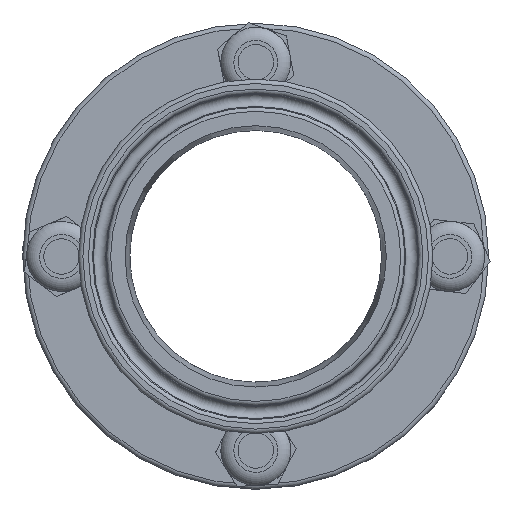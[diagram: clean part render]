
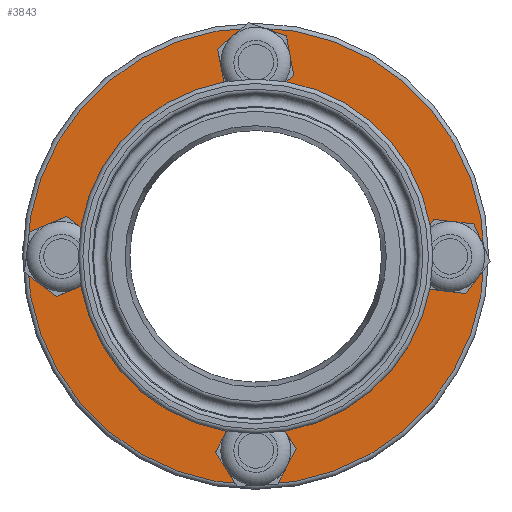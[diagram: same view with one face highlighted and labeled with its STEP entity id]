
A CAD part, front view. The second image highlights one B-rep face of the part: STEP entity #3843.
In plain terms, the highlighted face is planar.
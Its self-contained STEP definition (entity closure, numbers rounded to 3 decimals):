
#311=FACE_BOUND('',#610,.T.);
#312=FACE_BOUND('',#611,.T.);
#313=FACE_BOUND('',#612,.T.);
#314=FACE_BOUND('',#613,.T.);
#315=FACE_BOUND('',#614,.T.);
#327=PLANE('',#4224);
#377=FACE_OUTER_BOUND('',#609,.T.);
#609=EDGE_LOOP('',(#2696));
#610=EDGE_LOOP('',(#2697));
#611=EDGE_LOOP('',(#2698));
#612=EDGE_LOOP('',(#2699));
#613=EDGE_LOOP('',(#2700));
#614=EDGE_LOOP('',(#2701));
#1211=CIRCLE('',#4158,4.1);
#1213=CIRCLE('',#4161,4.1);
#1215=CIRCLE('',#4164,4.1);
#1217=CIRCLE('',#4167,4.1);
#1220=CIRCLE('',#4171,41.2);
#1252=CIRCLE('',#4219,25.4);
#1581=VERTEX_POINT('',#6207);
#1583=VERTEX_POINT('',#6213);
#1585=VERTEX_POINT('',#6219);
#1587=VERTEX_POINT('',#6225);
#1589=VERTEX_POINT('',#6231);
#1615=VERTEX_POINT('',#6315);
#1980=EDGE_CURVE('',#1581,#1581,#1211,.T.);
#1983=EDGE_CURVE('',#1583,#1583,#1213,.T.);
#1986=EDGE_CURVE('',#1585,#1585,#1215,.T.);
#1989=EDGE_CURVE('',#1587,#1587,#1217,.T.);
#1992=EDGE_CURVE('',#1589,#1589,#1220,.T.);
#2033=EDGE_CURVE('',#1615,#1615,#1252,.T.);
#2696=ORIENTED_EDGE('',*,*,#1992,.F.);
#2697=ORIENTED_EDGE('',*,*,#2033,.T.);
#2698=ORIENTED_EDGE('',*,*,#1980,.F.);
#2699=ORIENTED_EDGE('',*,*,#1983,.F.);
#2700=ORIENTED_EDGE('',*,*,#1986,.F.);
#2701=ORIENTED_EDGE('',*,*,#1989,.F.);
#3843=ADVANCED_FACE('',(#377,#311,#312,#313,#314,#315),#327,.F.);
#4158=AXIS2_PLACEMENT_3D('',#6209,#4789,#4790);
#4161=AXIS2_PLACEMENT_3D('',#6215,#4796,#4797);
#4164=AXIS2_PLACEMENT_3D('',#6221,#4803,#4804);
#4167=AXIS2_PLACEMENT_3D('',#6227,#4810,#4811);
#4171=AXIS2_PLACEMENT_3D('',#6233,#4818,#4819);
#4219=AXIS2_PLACEMENT_3D('',#6316,#4923,#4924);
#4224=AXIS2_PLACEMENT_3D('',#6322,#4934,#4935);
#4789=DIRECTION('center_axis',(0.,1.,0.));
#4790=DIRECTION('ref_axis',(0.,0.,1.));
#4796=DIRECTION('center_axis',(0.,1.,0.));
#4797=DIRECTION('ref_axis',(0.,0.,1.));
#4803=DIRECTION('center_axis',(0.,1.,0.));
#4804=DIRECTION('ref_axis',(0.,0.,1.));
#4810=DIRECTION('center_axis',(0.,1.,0.));
#4811=DIRECTION('ref_axis',(0.,0.,1.));
#4818=DIRECTION('center_axis',(0.,-1.,0.));
#4819=DIRECTION('ref_axis',(0.,0.,-1.));
#4923=DIRECTION('center_axis',(0.,-1.,0.));
#4924=DIRECTION('ref_axis',(0.,0.,-1.));
#4934=DIRECTION('center_axis',(0.,-1.,0.));
#4935=DIRECTION('ref_axis',(0.,0.,-1.));
#6207=CARTESIAN_POINT('',(35.,-36.124,-4.1));
#6209=CARTESIAN_POINT('Origin',(35.,-36.124,0.));
#6213=CARTESIAN_POINT('',(0.,-36.124,30.9));
#6215=CARTESIAN_POINT('Origin',(0.,-36.124,35.));
#6219=CARTESIAN_POINT('',(-35.,-36.124,-4.1));
#6221=CARTESIAN_POINT('Origin',(-35.,-36.124,0.));
#6225=CARTESIAN_POINT('',(0.,-36.124,-39.1));
#6227=CARTESIAN_POINT('Origin',(0.,-36.124,
-35.));
#6231=CARTESIAN_POINT('',(0.,-36.124,41.2));
#6233=CARTESIAN_POINT('Origin',(0.,-36.124,0.));
#6315=CARTESIAN_POINT('',(0.,-36.124,25.4));
#6316=CARTESIAN_POINT('Origin',(0.,-36.124,0.));
#6322=CARTESIAN_POINT('Origin',(0.,-36.124,25.4));
